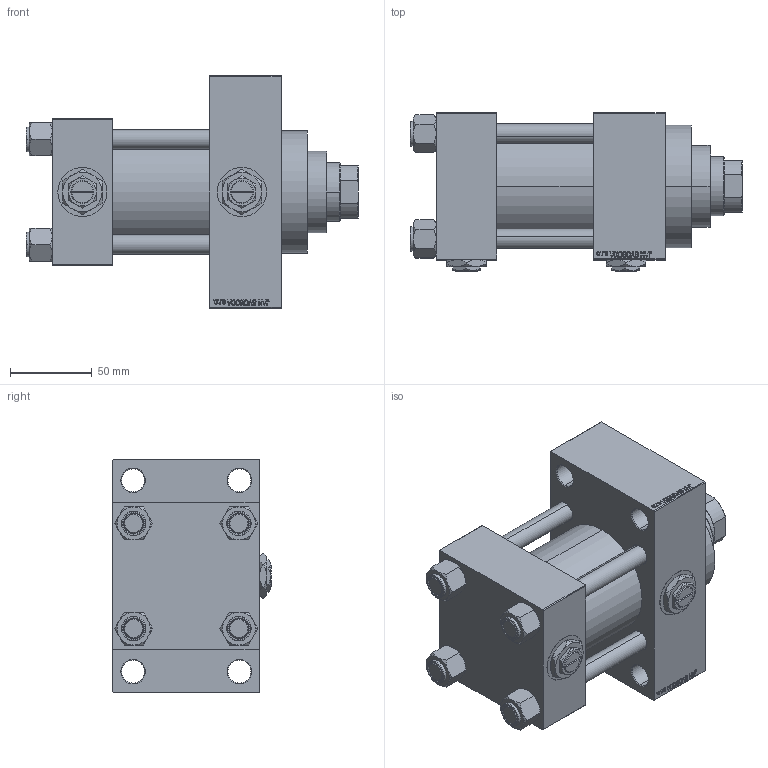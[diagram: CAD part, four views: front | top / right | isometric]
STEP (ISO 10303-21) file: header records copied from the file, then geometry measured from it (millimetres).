
FILE_DESCRIPTION (( 'STEP AP203' ), '1' );
FILE_NAME ('039b.STEP', '2025-02-19T16:42:11', ( '' ), ( '' ), 'SwSTEP 2.0', 'SolidWorks 2019', '' );
FILE_SCHEMA (( 'CONFIG_CONTROL_DESIGN' ));
Length unit declared in the file: millimetre
Products named in the file (7): 039b; V215CR_D_TYCINKA 90923f847814f40e5e3d4bb8f26b0245; V215_VC_A 90923f847814f40e5e3d4bb8f26b0245; NUT_M5_D 90923f847814f40e5e3d4bb8f26b0245; V215CR_VCP_D 90923f847814f40e5e3d4bb8f26b0245; Zatka_pro_OIL_PORT 90923f847814f40e5e3d4bb8f26b0245; V215CR_D_Body 90923f847814f40e5e3d4bb8f26b0245
Assembly tree (13 placements, depth 2):
  039b
    V215CR_D_Body 90923f847814f40e5e3d4bb8f26b0245
    V215CR_VCP_D 90923f847814f40e5e3d4bb8f26b0245
    NUT_M5_D 90923f847814f40e5e3d4bb8f26b0245  x4
    V215CR_D_TYCINKA 90923f847814f40e5e3d4bb8f26b0245  x4
    V215_VC_A 90923f847814f40e5e3d4bb8f26b0245
    Zatka_pro_OIL_PORT 90923f847814f40e5e3d4bb8f26b0245  x2
Bounding box: 203 x 97 x 142 mm (x, y, z)
Volume: 1114772.8 mm3; surface area: 208706.9 mm2
Topology: 13 solids, 13 shells, 1205 faces, 2984 edges, 1921 vertices
Faces by surface type: plane 545, bspline 368, cone 184, cylinder 100, torus 8
Entity records: 49281 total; most frequent: CARTESIAN_POINT 25705, ORIENTED_EDGE 5268, DIRECTION 3452, EDGE_CURVE 2634, VERTEX_POINT 1719, LINE 1552, VECTOR 1552, EDGE_LOOP 1181
